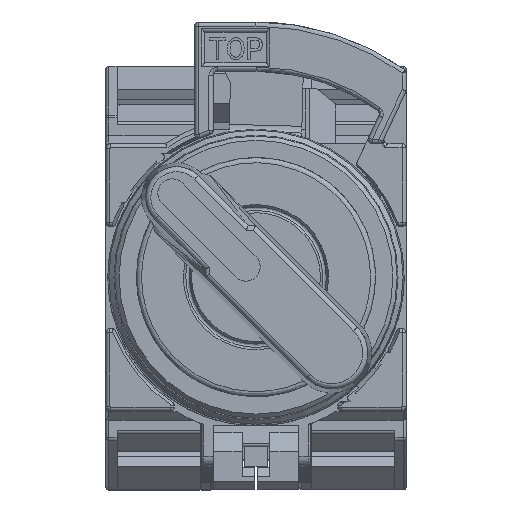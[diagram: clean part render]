
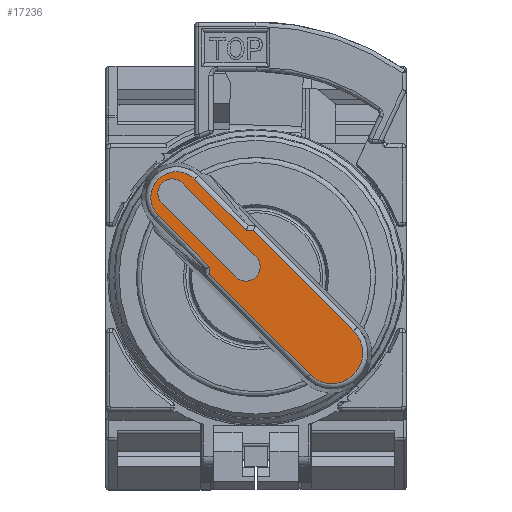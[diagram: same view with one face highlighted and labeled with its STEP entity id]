
A CAD part, top view. The second image highlights one B-rep face of the part: STEP entity #17236.
In plain terms, the highlighted planar face has unit normal (0, 0, 1).
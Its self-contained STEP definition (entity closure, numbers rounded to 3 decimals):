
#362 = CARTESIAN_POINT ( 'NONE',  ( -2.515, 10.999, -0.2 ) ) ;
#496 = CARTESIAN_POINT ( 'NONE',  ( 0., 13.515, -0.2 ) ) ;
#961 = CARTESIAN_POINT ( 'NONE',  ( 3.015, -16.53, -0.2 ) ) ;
#1039 = FACE_OUTER_BOUND ( 'NONE', #21876, .T. ) ;
#1163 = ORIENTED_EDGE ( 'NONE', *, *, #13054, .T. ) ;
#1330 = CARTESIAN_POINT ( 'NONE',  ( -1.4, 11.6, -0.2 ) ) ;
#1358 = CARTESIAN_POINT ( 'NONE',  ( -1.4, 1.4, -0.2 ) ) ;
#1393 = VERTEX_POINT ( 'NONE', #28548 ) ;
#1457 =( BOUNDED_CURVE ( )  B_SPLINE_CURVE ( 3, ( #362, #2849, #18135, #496, #9451, #2573, #27069 ),
 .UNSPECIFIED., .F., .F. ) 
 B_SPLINE_CURVE_WITH_KNOTS ( ( 4, 3, 4 ),
 ( 0., 0.5, 1. ),
 .UNSPECIFIED. ) 
 CURVE ( )  GEOMETRIC_REPRESENTATION_ITEM ( )  RATIONAL_B_SPLINE_CURVE ( ( 1., 0.805, 0.805, 1., 0.805, 0.805, 1. ) ) 
 REPRESENTATION_ITEM ( '' )  );
#2160 = VERTEX_POINT ( 'NONE', #23923 ) ;
#2573 = CARTESIAN_POINT ( 'NONE',  ( 2.516, 12.472, -0.2 ) ) ;
#2648 = DIRECTION ( 'NONE',  ( 0., 0., -1. ) ) ;
#2812 = EDGE_CURVE ( 'NONE', #2160, #3050, #17969, .T. ) ;
#2849 = CARTESIAN_POINT ( 'NONE',  ( -2.516, 12.472, -0.2 ) ) ;
#3050 = VERTEX_POINT ( 'NONE', #18118 ) ;
#3072 = CARTESIAN_POINT ( 'NONE',  ( 3.015, 3.39, -0.2 ) ) ;
#3352 = LINE ( 'NONE', #5432, #9535 ) ;
#4718 = ORIENTED_EDGE ( 'NONE', *, *, #22450, .T. ) ;
#4833 = ORIENTED_EDGE ( 'NONE', *, *, #12535, .F. ) ;
#5427 = CARTESIAN_POINT ( 'NONE',  ( -3.015, 11., -0.2 ) ) ;
#5432 = CARTESIAN_POINT ( 'NONE',  ( -1.4, 11., -0.2 ) ) ;
#5449 = EDGE_CURVE ( 'NONE', #19091, #5556, #21092, .T. ) ;
#5556 = VERTEX_POINT ( 'NONE', #26364 ) ;
#6168 = CIRCLE ( 'NONE', #14152, 1.4 ) ;
#6324 = EDGE_CURVE ( 'NONE', #19081, #9065, #3352, .T. ) ;
#6958 = EDGE_LOOP ( 'NONE', ( #13436, #1163, #25282, #27818 ) ) ;
#7271 = CARTESIAN_POINT ( 'NONE',  ( -2.515, 10.999, -0.2 ) ) ;
#7570 = EDGE_CURVE ( 'NONE', #26756, #1393, #1457, .T. ) ;
#7634 = ORIENTED_EDGE ( 'NONE', *, *, #7570, .F. ) ;
#7968 = CARTESIAN_POINT ( 'NONE',  ( -3.015, -10.5, -0.2 ) ) ;
#8603 = VECTOR ( 'NONE', #11914, 1000. ) ;
#8652 = AXIS2_PLACEMENT_3D ( 'NONE', #24807, #2648, #11453 ) ;
#8982 = EDGE_CURVE ( 'NONE', #28230, #5556, #9576, .T. ) ;
#9065 = VERTEX_POINT ( 'NONE', #1330 ) ;
#9071 = VERTEX_POINT ( 'NONE', #23216 ) ;
#9393 = ORIENTED_EDGE ( 'NONE', *, *, #12657, .T. ) ;
#9451 = CARTESIAN_POINT ( 'NONE',  ( 1.474, 13.515, -0.2 ) ) ;
#9535 = VECTOR ( 'NONE', #27433, 1000. ) ;
#9576 = LINE ( 'NONE', #24693, #8603 ) ;
#9910 = CARTESIAN_POINT ( 'NONE',  ( -3.015, -10.5, -0.2 ) ) ;
#10124 =( BOUNDED_CURVE ( )  B_SPLINE_CURVE ( 3, ( #18588, #961, #10195, #9910 ),
 .UNSPECIFIED., .F., .F. ) 
 B_SPLINE_CURVE_WITH_KNOTS ( ( 4, 4 ),
 ( 0., 1. ),
 .UNSPECIFIED. ) 
 CURVE ( )  GEOMETRIC_REPRESENTATION_ITEM ( )  RATIONAL_B_SPLINE_CURVE ( ( 1., 0.333, 0.333, 1. ) ) 
 REPRESENTATION_ITEM ( '' )  );
#10195 = CARTESIAN_POINT ( 'NONE',  ( -3.015, -16.53, -0.2 ) ) ;
#10307 = EDGE_CURVE ( 'NONE', #9065, #24332, #13823, .T. ) ;
#10697 = CARTESIAN_POINT ( 'NONE',  ( 0., 1.4, -0.2 ) ) ;
#11453 = DIRECTION ( 'NONE',  ( 0., 1., 0. ) ) ;
#11914 = DIRECTION ( 'NONE',  ( -0.689, -0.724, 0. ) ) ;
#12011 = DIRECTION ( 'NONE',  ( -0.689, 0.724, 0. ) ) ;
#12535 = EDGE_CURVE ( 'NONE', #2160, #19091, #10124, .T. ) ;
#12622 = VECTOR ( 'NONE', #12011, 1000. ) ;
#12657 = EDGE_CURVE ( 'NONE', #25980, #1393, #19588, .T. ) ;
#12832 = ORIENTED_EDGE ( 'NONE', *, *, #5449, .F. ) ;
#13054 = EDGE_CURVE ( 'NONE', #9071, #19081, #6168, .T. ) ;
#13083 = LINE ( 'NONE', #24675, #15168 ) ;
#13271 = DIRECTION ( 'NONE',  ( -0.003, 1., 0. ) ) ;
#13411 = DIRECTION ( 'NONE',  ( 0., 1., 0. ) ) ;
#13436 = ORIENTED_EDGE ( 'NONE', *, *, #25103, .T. ) ;
#13823 = CIRCLE ( 'NONE', #8652, 1.4 ) ;
#14152 = AXIS2_PLACEMENT_3D ( 'NONE', #10697, #15541, #21993 ) ;
#14370 = DIRECTION ( 'NONE',  ( 0., 1., 0. ) ) ;
#15168 = VECTOR ( 'NONE', #20275, 1000. ) ;
#15541 = DIRECTION ( 'NONE',  ( 0., 0., -1. ) ) ;
#15858 = CARTESIAN_POINT ( 'NONE',  ( 2.534, 3.896, -0.2 ) ) ;
#15933 = EDGE_CURVE ( 'NONE', #26756, #28230, #13083, .T. ) ;
#16450 = PLANE ( 'NONE',  #25552 ) ;
#16732 = CARTESIAN_POINT ( 'NONE',  ( 1.4, 11., -0.2 ) ) ;
#17236 = ADVANCED_FACE ( 'NONE', ( #23048, #1039 ), #16450, .T. ) ;
#17801 = VECTOR ( 'NONE', #25806, 1000. ) ;
#17969 = LINE ( 'NONE', #26910, #19254 ) ;
#18118 = CARTESIAN_POINT ( 'NONE',  ( 3.015, 3.39, -0.2 ) ) ;
#18135 = CARTESIAN_POINT ( 'NONE',  ( -1.474, 13.515, -0.2 ) ) ;
#18417 = ORIENTED_EDGE ( 'NONE', *, *, #8982, .T. ) ;
#18588 = CARTESIAN_POINT ( 'NONE',  ( 3.015, -10.5, -0.2 ) ) ;
#18661 = CARTESIAN_POINT ( 'NONE',  ( 0., 11., -0.2 ) ) ;
#19081 = VERTEX_POINT ( 'NONE', #1358 ) ;
#19091 = VERTEX_POINT ( 'NONE', #7968 ) ;
#19254 = VECTOR ( 'NONE', #13411, 1000. ) ;
#19361 = LINE ( 'NONE', #16732, #17801 ) ;
#19572 = CARTESIAN_POINT ( 'NONE',  ( 1.4, 11.6, -0.2 ) ) ;
#19588 = LINE ( 'NONE', #26171, #21587 ) ;
#20275 = DIRECTION ( 'NONE',  ( -0.003, -1., 0. ) ) ;
#20986 = DIRECTION ( 'NONE',  ( 0., -1., 0. ) ) ;
#21092 = LINE ( 'NONE', #5427, #25428 ) ;
#21501 = ORIENTED_EDGE ( 'NONE', *, *, #15933, .T. ) ;
#21587 = VECTOR ( 'NONE', #13271, 1000. ) ;
#21876 = EDGE_LOOP ( 'NONE', ( #12832, #4833, #21952, #4718, #9393, #7634, #21501, #18417 ) ) ;
#21952 = ORIENTED_EDGE ( 'NONE', *, *, #2812, .T. ) ;
#21993 = DIRECTION ( 'NONE',  ( 0., 1., 0. ) ) ;
#22450 = EDGE_CURVE ( 'NONE', #3050, #25980, #23168, .T. ) ;
#22481 = CARTESIAN_POINT ( 'NONE',  ( -2.534, 3.896, -0.2 ) ) ;
#23048 = FACE_BOUND ( 'NONE', #6958, .T. ) ;
#23168 = LINE ( 'NONE', #3072, #12622 ) ;
#23216 = CARTESIAN_POINT ( 'NONE',  ( 1.4, 1.4, -0.2 ) ) ;
#23923 = CARTESIAN_POINT ( 'NONE',  ( 3.015, -10.5, -0.2 ) ) ;
#24332 = VERTEX_POINT ( 'NONE', #19572 ) ;
#24675 = CARTESIAN_POINT ( 'NONE',  ( -2.515, 10.999, -0.2 ) ) ;
#24693 = CARTESIAN_POINT ( 'NONE',  ( -2.534, 3.896, -0.2 ) ) ;
#24807 = CARTESIAN_POINT ( 'NONE',  ( 0., 11.6, -0.2 ) ) ;
#25103 = EDGE_CURVE ( 'NONE', #24332, #9071, #19361, .T. ) ;
#25282 = ORIENTED_EDGE ( 'NONE', *, *, #6324, .T. ) ;
#25428 = VECTOR ( 'NONE', #14370, 1000. ) ;
#25552 = AXIS2_PLACEMENT_3D ( 'NONE', #18661, #25688, #20986 ) ;
#25688 = DIRECTION ( 'NONE',  ( 0., 0., 1. ) ) ;
#25806 = DIRECTION ( 'NONE',  ( 0., -1., 0. ) ) ;
#25980 = VERTEX_POINT ( 'NONE', #15858 ) ;
#26171 = CARTESIAN_POINT ( 'NONE',  ( 2.534, 3.896, -0.2 ) ) ;
#26364 = CARTESIAN_POINT ( 'NONE',  ( -3.015, 3.39, -0.2 ) ) ;
#26756 = VERTEX_POINT ( 'NONE', #7271 ) ;
#26910 = CARTESIAN_POINT ( 'NONE',  ( 3.015, 11., -0.2 ) ) ;
#27069 = CARTESIAN_POINT ( 'NONE',  ( 2.515, 10.999, -0.2 ) ) ;
#27433 = DIRECTION ( 'NONE',  ( 0., 1., 0. ) ) ;
#27818 = ORIENTED_EDGE ( 'NONE', *, *, #10307, .T. ) ;
#28230 = VERTEX_POINT ( 'NONE', #22481 ) ;
#28548 = CARTESIAN_POINT ( 'NONE',  ( 2.515, 10.999, -0.2 ) ) ;
